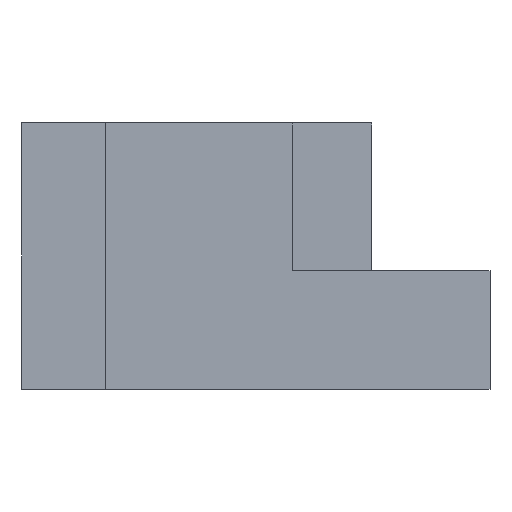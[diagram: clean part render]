
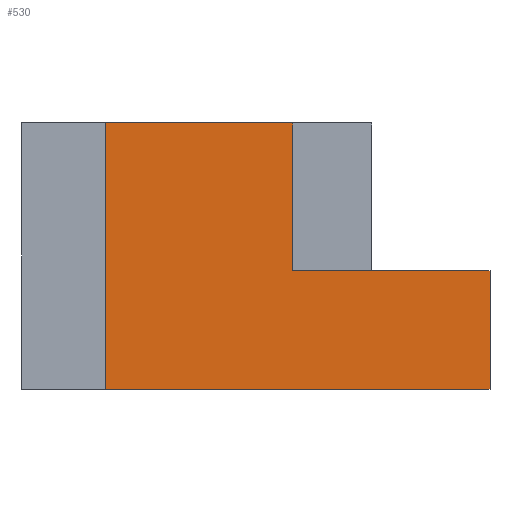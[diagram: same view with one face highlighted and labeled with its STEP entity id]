
A CAD part, left-side view. The second image highlights one B-rep face of the part: STEP entity #530.
In plain terms, the highlighted planar face has unit normal (-1, 0, 0).
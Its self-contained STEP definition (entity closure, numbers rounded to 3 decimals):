
#88 = PLANE ( 'NONE',  #1428 ) ;
#152 = CARTESIAN_POINT ( 'NONE',  ( -38., -12.5, 27. ) ) ;
#176 = LINE ( 'NONE', #532, #526 ) ;
#231 = DIRECTION ( 'NONE',  ( 0., 0., -1. ) ) ;
#298 = VERTEX_POINT ( 'NONE', #790 ) ;
#313 = ORIENTED_EDGE ( 'NONE', *, *, #1198, .T. ) ;
#322 = VERTEX_POINT ( 'NONE', #1160 ) ;
#342 = VERTEX_POINT ( 'NONE', #535 ) ;
#351 = ORIENTED_EDGE ( 'NONE', *, *, #1336, .F. ) ;
#428 = CARTESIAN_POINT ( 'NONE',  ( -38., 6.5, 27. ) ) ;
#454 = DIRECTION ( 'NONE',  ( 0., 0., 1. ) ) ;
#463 = LINE ( 'NONE', #1220, #1174 ) ;
#510 = VERTEX_POINT ( 'NONE', #660 ) ;
#526 = VECTOR ( 'NONE', #1445, 1000. ) ;
#530 = ADVANCED_FACE ( 'NONE', ( #1476 ), #88, .T. ) ;
#532 = CARTESIAN_POINT ( 'NONE',  ( -38., -15., 27. ) ) ;
#535 = CARTESIAN_POINT ( 'NONE',  ( -38., -12.5, 12. ) ) ;
#619 = EDGE_CURVE ( 'NONE', #510, #298, #463, .T. ) ;
#627 = VECTOR ( 'NONE', #1480, 1000. ) ;
#641 = LINE ( 'NONE', #152, #780 ) ;
#660 = CARTESIAN_POINT ( 'NONE',  ( -38., 6.5, 0. ) ) ;
#775 = DIRECTION ( 'NONE',  ( 0., 0., -1. ) ) ;
#780 = VECTOR ( 'NONE', #775, 1000. ) ;
#790 = CARTESIAN_POINT ( 'NONE',  ( -38., -32.5, 0. ) ) ;
#791 = EDGE_CURVE ( 'NONE', #1493, #510, #888, .T. ) ;
#840 = ORIENTED_EDGE ( 'NONE', *, *, #791, .T. ) ;
#859 = VECTOR ( 'NONE', #1168, 1000. ) ;
#865 = EDGE_CURVE ( 'NONE', #342, #1060, #918, .T. ) ;
#878 = CARTESIAN_POINT ( 'NONE',  ( -38., -32.5, 12. ) ) ;
#888 = LINE ( 'NONE', #1409, #1377 ) ;
#918 = LINE ( 'NONE', #1447, #859 ) ;
#957 = CARTESIAN_POINT ( 'NONE',  ( -38., -32.5, 12. ) ) ;
#1060 = VERTEX_POINT ( 'NONE', #878 ) ;
#1081 = DIRECTION ( 'NONE',  ( -1., 0., 0. ) ) ;
#1157 = ORIENTED_EDGE ( 'NONE', *, *, #619, .T. ) ;
#1160 = CARTESIAN_POINT ( 'NONE',  ( -38., -12.5, 27. ) ) ;
#1168 = DIRECTION ( 'NONE',  ( 0., -1., 0. ) ) ;
#1174 = VECTOR ( 'NONE', #1208, 1000. ) ;
#1198 = EDGE_CURVE ( 'NONE', #322, #1493, #176, .T. ) ;
#1208 = DIRECTION ( 'NONE',  ( 0., -1., 0. ) ) ;
#1220 = CARTESIAN_POINT ( 'NONE',  ( -38., -32.5, 0. ) ) ;
#1306 = ORIENTED_EDGE ( 'NONE', *, *, #1492, .F. ) ;
#1315 = LINE ( 'NONE', #957, #627 ) ;
#1336 = EDGE_CURVE ( 'NONE', #322, #342, #641, .T. ) ;
#1377 = VECTOR ( 'NONE', #231, 1000. ) ;
#1409 = CARTESIAN_POINT ( 'NONE',  ( -38., 6.5, 27. ) ) ;
#1428 = AXIS2_PLACEMENT_3D ( 'NONE', #1605, #1081, #454 ) ;
#1445 = DIRECTION ( 'NONE',  ( 0., 1., 0. ) ) ;
#1447 = CARTESIAN_POINT ( 'NONE',  ( -38., -12.5, 12. ) ) ;
#1453 = ORIENTED_EDGE ( 'NONE', *, *, #865, .F. ) ;
#1476 = FACE_OUTER_BOUND ( 'NONE', #1479, .T. ) ;
#1479 = EDGE_LOOP ( 'NONE', ( #1157, #1306, #1453, #351, #313, #840 ) ) ;
#1480 = DIRECTION ( 'NONE',  ( 0., 0., -1. ) ) ;
#1492 = EDGE_CURVE ( 'NONE', #1060, #298, #1315, .T. ) ;
#1493 = VERTEX_POINT ( 'NONE', #428 ) ;
#1605 = CARTESIAN_POINT ( 'NONE',  ( -38., 0., 0. ) ) ;
